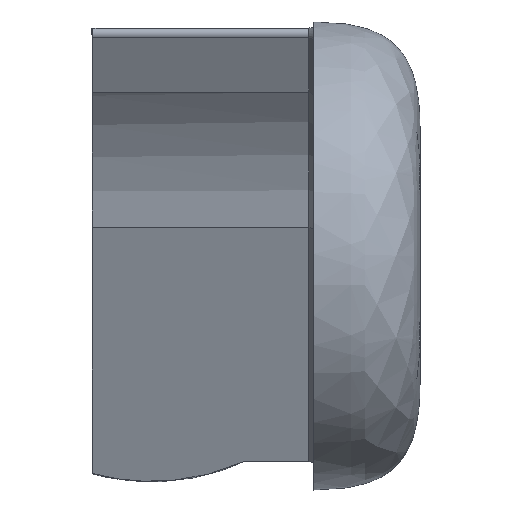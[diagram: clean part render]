
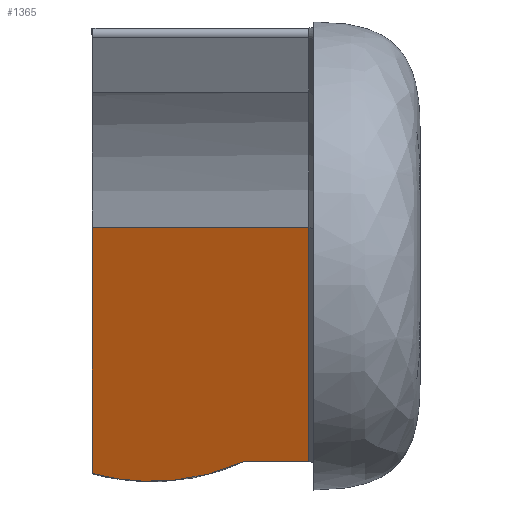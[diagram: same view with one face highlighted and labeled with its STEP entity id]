
A CAD part, top view. The second image highlights one B-rep face of the part: STEP entity #1365.
In plain terms, the highlighted planar face has unit normal (0, -0.342, 0.94).
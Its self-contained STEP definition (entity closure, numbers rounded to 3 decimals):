
#129 = DIRECTION ( 'NONE',  ( 0., 0.94, 0.342 ) ) ;
#173 = CARTESIAN_POINT ( 'NONE',  ( 17.2, -32.848, -51.862 ) ) ;
#195 = LINE ( 'NONE', #2325, #1874 ) ;
#241 = CARTESIAN_POINT ( 'NONE',  ( 169.087, 12.826, -35.238 ) ) ;
#260 =( BOUNDED_CURVE ( )  B_SPLINE_CURVE ( 3, ( #1106, #3262, #4008, #3978 ),
 .UNSPECIFIED., .F., .T. ) 
 B_SPLINE_CURVE_WITH_KNOTS ( ( 4, 4 ),
 ( 2.721, 3.409 ),
 .UNSPECIFIED. ) 
 CURVE ( )  GEOMETRIC_REPRESENTATION_ITEM ( )  RATIONAL_B_SPLINE_CURVE ( ( 1., 0.961, 0.961, 1. ) ) 
 REPRESENTATION_ITEM ( '' )  );
#305 = ORIENTED_EDGE ( 'NONE', *, *, #3560, .T. ) ;
#513 = CARTESIAN_POINT ( 'NONE',  ( 16.165, -32.858, -51.866 ) ) ;
#537 = VECTOR ( 'NONE', #2812, 1000. ) ;
#675 = EDGE_CURVE ( 'NONE', #3040, #700, #3218, .T. ) ;
#677 = DIRECTION ( 'NONE',  ( 1., 0., 0. ) ) ;
#700 = VERTEX_POINT ( 'NONE', #3092 ) ;
#871 = CARTESIAN_POINT ( 'NONE',  ( 16.51, -32.858, -51.866 ) ) ;
#879 = VERTEX_POINT ( 'NONE', #4575 ) ;
#897 = AXIS2_PLACEMENT_3D ( 'NONE', #241, #1687, #4282 ) ;
#905 = CARTESIAN_POINT ( 'NONE',  ( -17.5, 12.826, -35.238 ) ) ;
#1040 = LINE ( 'NONE', #2467, #537 ) ;
#1106 = CARTESIAN_POINT ( 'NONE',  ( 6.709, -32.858, -51.866 ) ) ;
#1132 = VECTOR ( 'NONE', #1965, 1000. ) ;
#1239 = CARTESIAN_POINT ( 'NONE',  ( 16.855, -32.855, -51.865 ) ) ;
#1295 = EDGE_CURVE ( 'NONE', #3040, #3912, #195, .T. ) ;
#1365 = ADVANCED_FACE ( 'NONE', ( #3486 ), #2085, .T. ) ;
#1556 = VERTEX_POINT ( 'NONE', #2565 ) ;
#1586 = LINE ( 'NONE', #905, #1132 ) ;
#1687 = DIRECTION ( 'NONE',  ( 0., -0.342, 0.94 ) ) ;
#1696 = EDGE_LOOP ( 'NONE', ( #2431, #2462, #305, #2902, #3082, #1763 ) ) ;
#1744 = EDGE_CURVE ( 'NONE', #879, #700, #2036, .T. ) ;
#1763 = ORIENTED_EDGE ( 'NONE', *, *, #1744, .T. ) ;
#1874 = VECTOR ( 'NONE', #129, 1000. ) ;
#1965 = DIRECTION ( 'NONE',  ( 0., 0.94, 0.342 ) ) ;
#2025 = EDGE_CURVE ( 'NONE', #1556, #3465, #1586, .T. ) ;
#2036 = LINE ( 'NONE', #4227, #3757 ) ;
#2085 = PLANE ( 'NONE',  #897 ) ;
#2252 = CARTESIAN_POINT ( 'NONE',  ( 17.2, 4.634, -38.22 ) ) ;
#2325 = CARTESIAN_POINT ( 'NONE',  ( 17.2, 12.826, -35.238 ) ) ;
#2431 = ORIENTED_EDGE ( 'NONE', *, *, #675, .F. ) ;
#2462 = ORIENTED_EDGE ( 'NONE', *, *, #1295, .T. ) ;
#2467 = CARTESIAN_POINT ( 'NONE',  ( -126.394, 4.634, -38.22 ) ) ;
#2565 = CARTESIAN_POINT ( 'NONE',  ( -17.5, -34.724, -52.545 ) ) ;
#2694 = CARTESIAN_POINT ( 'NONE',  ( -17.5, 4.634, -38.22 ) ) ;
#2812 = DIRECTION ( 'NONE',  ( -1., 0., 0. ) ) ;
#2902 = ORIENTED_EDGE ( 'NONE', *, *, #2025, .F. ) ;
#3040 = VERTEX_POINT ( 'NONE', #4611 ) ;
#3082 = ORIENTED_EDGE ( 'NONE', *, *, #3731, .F. ) ;
#3092 = CARTESIAN_POINT ( 'NONE',  ( 16.165, -32.858, -51.866 ) ) ;
#3218 = B_SPLINE_CURVE_WITH_KNOTS ( 'NONE', 3,
 ( #173, #1239, #871, #513 ),
 .UNSPECIFIED., .F., .F.,
 ( 4, 4 ),
 ( 0.001, 0.002 ),
 .UNSPECIFIED. ) ;
#3262 = CARTESIAN_POINT ( 'NONE',  ( -0.978, -36.299, -53.119 ) ) ;
#3465 = VERTEX_POINT ( 'NONE', #2694 ) ;
#3486 = FACE_OUTER_BOUND ( 'NONE', #1696, .T. ) ;
#3560 = EDGE_CURVE ( 'NONE', #3912, #3465, #1040, .T. ) ;
#3731 = EDGE_CURVE ( 'NONE', #879, #1556, #260, .T. ) ;
#3757 = VECTOR ( 'NONE', #677, 1000. ) ;
#3912 = VERTEX_POINT ( 'NONE', #2252 ) ;
#3978 = CARTESIAN_POINT ( 'NONE',  ( -17.5, -34.724, -52.545 ) ) ;
#4008 = CARTESIAN_POINT ( 'NONE',  ( -9.376, -36.947, -53.354 ) ) ;
#4227 = CARTESIAN_POINT ( 'NONE',  ( 18., -32.858, -51.866 ) ) ;
#4282 = DIRECTION ( 'NONE',  ( 0., -0.94, -0.342 ) ) ;
#4575 = CARTESIAN_POINT ( 'NONE',  ( 6.709, -32.858, -51.866 ) ) ;
#4611 = CARTESIAN_POINT ( 'NONE',  ( 17.2, -32.848, -51.862 ) ) ;
